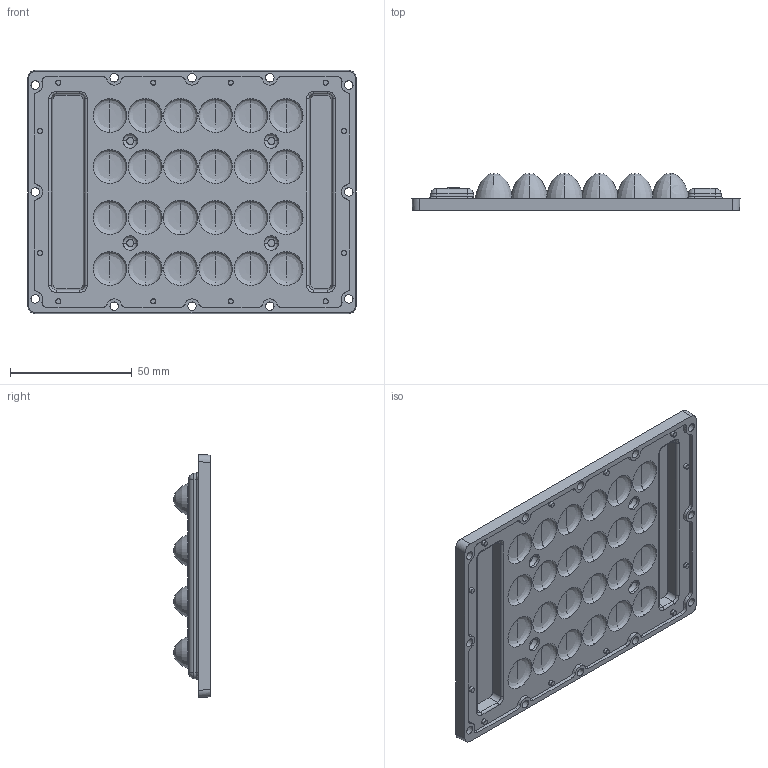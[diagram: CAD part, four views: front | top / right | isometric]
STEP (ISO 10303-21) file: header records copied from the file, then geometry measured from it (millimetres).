
FILE_DESCRIPTION((''),'2;1');
FILE_NAME('ALHB135D24LED30G','2022-02-12T',('123'),(''),'PRO/ENGINEER BY PARAMETRIC TECHNOLOGY CORPORATION, 2011310','PRO/ENGINEER BY PARAMETRIC TECHNOLOGY CORPORATION, 2011310','');
FILE_SCHEMA(('CONFIG_CONTROL_DESIGN'));
Length unit declared in the file: millimetre
Products named in the file (1): ALHB135D24LED30G
Bounding box: 135 x 15.24 x 100 mm (x, y, z)
Volume: 69279.2 mm3; surface area: 40241.6 mm2
Topology: 1 solids, 1 shells, 844 faces, 2485 edges, 1602 vertices
Faces by surface type: plane 520, cone 116, revolution 96, cylinder 52, bspline 40, sphere 12, torus 8
Entity records: 30371 total; most frequent: CARTESIAN_POINT 8399, ORIENTED_EDGE 4754, DIRECTION 4245, EDGE_CURVE 2377, VERTEX_POINT 1602, VECTOR 1573, LINE 1573, AXIS2_PLACEMENT_3D 1288
